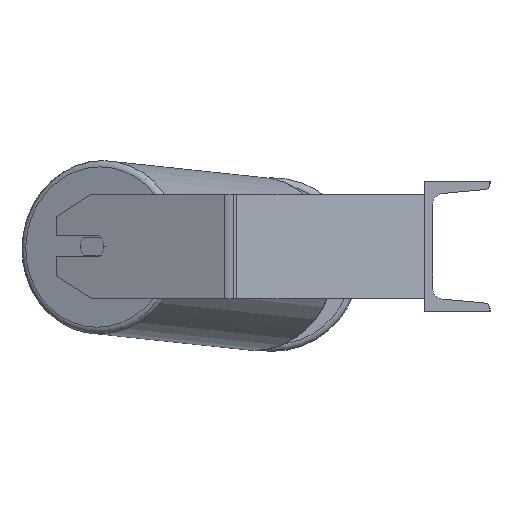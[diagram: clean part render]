
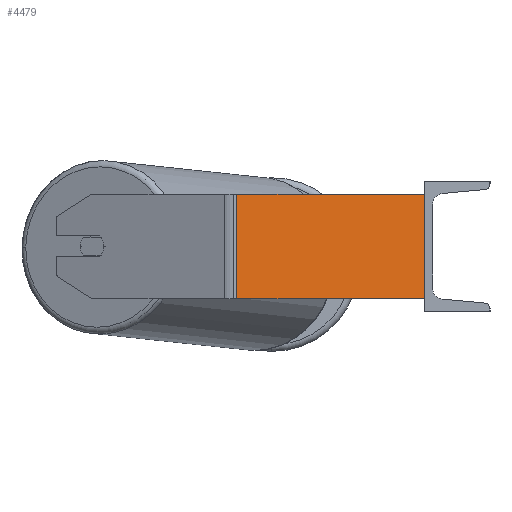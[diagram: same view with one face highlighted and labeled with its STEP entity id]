
A CAD part, left-side view. The second image highlights one B-rep face of the part: STEP entity #4479.
In plain terms, the highlighted planar face has unit normal (-0.985, -0.174, 0).
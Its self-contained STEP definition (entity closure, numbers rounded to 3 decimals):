
#11 = LINE ( 'NONE', #6464, #7683 ) ;
#350 = LINE ( 'NONE', #6749, #4792 ) ;
#487 = CARTESIAN_POINT ( 'NONE',  ( -511.25, 148.871, 40. ) ) ;
#581 = DIRECTION ( 'NONE',  ( 0.985, 0.174, 0. ) ) ;
#712 = LINE ( 'NONE', #1502, #7252 ) ;
#923 = EDGE_CURVE ( 'NONE', #1904, #6693, #712, .T. ) ;
#1156 = LINE ( 'NONE', #4655, #6968 ) ;
#1208 = EDGE_CURVE ( 'NONE', #5412, #5162, #1156, .T. ) ;
#1502 = CARTESIAN_POINT ( 'NONE',  ( -511.25, 148.871, 40. ) ) ;
#1839 = DIRECTION ( 'NONE',  ( -0.174, 0.985, 0. ) ) ;
#1871 = EDGE_CURVE ( 'NONE', #6693, #5162, #11, .T. ) ;
#1892 = DIRECTION ( 'NONE',  ( 0.174, -0.985, 0. ) ) ;
#1904 = VERTEX_POINT ( 'NONE', #3660 ) ;
#2679 = ORIENTED_EDGE ( 'NONE', *, *, #1871, .F. ) ;
#3527 = DIRECTION ( 'NONE',  ( 0.174, -0.985, 0. ) ) ;
#3660 = CARTESIAN_POINT ( 'NONE',  ( -510.374, 143.903, 40. ) ) ;
#4479 = ADVANCED_FACE ( 'NONE', ( #5424 ), #6152, .F. ) ;
#4655 = CARTESIAN_POINT ( 'NONE',  ( -511.25, 148.871, -40. ) ) ;
#4792 = VECTOR ( 'NONE', #7351, 1000. ) ;
#5100 = DIRECTION ( 'NONE',  ( 0., 0., -1. ) ) ;
#5153 = EDGE_LOOP ( 'NONE', ( #5287, #2679, #8231, #8067 ) ) ;
#5162 = VERTEX_POINT ( 'NONE', #6556 ) ;
#5287 = ORIENTED_EDGE ( 'NONE', *, *, #1208, .T. ) ;
#5412 = VERTEX_POINT ( 'NONE', #6276 ) ;
#5424 = FACE_OUTER_BOUND ( 'NONE', #5153, .T. ) ;
#6152 = PLANE ( 'NONE',  #7988 ) ;
#6276 = CARTESIAN_POINT ( 'NONE',  ( -510.374, 143.903, -40. ) ) ;
#6464 = CARTESIAN_POINT ( 'NONE',  ( -485., 0., 40. ) ) ;
#6556 = CARTESIAN_POINT ( 'NONE',  ( -485., 0., -40. ) ) ;
#6693 = VERTEX_POINT ( 'NONE', #9105 ) ;
#6749 = CARTESIAN_POINT ( 'NONE',  ( -510.374, 143.903, 40. ) ) ;
#6968 = VECTOR ( 'NONE', #1892, 1000. ) ;
#7252 = VECTOR ( 'NONE', #3527, 1000. ) ;
#7351 = DIRECTION ( 'NONE',  ( 0., 0., -1. ) ) ;
#7683 = VECTOR ( 'NONE', #5100, 1000. ) ;
#7988 = AXIS2_PLACEMENT_3D ( 'NONE', #487, #581, #1839 ) ;
#8067 = ORIENTED_EDGE ( 'NONE', *, *, #9124, .T. ) ;
#8231 = ORIENTED_EDGE ( 'NONE', *, *, #923, .F. ) ;
#9105 = CARTESIAN_POINT ( 'NONE',  ( -485., 0., 40. ) ) ;
#9124 = EDGE_CURVE ( 'NONE', #1904, #5412, #350, .T. ) ;
